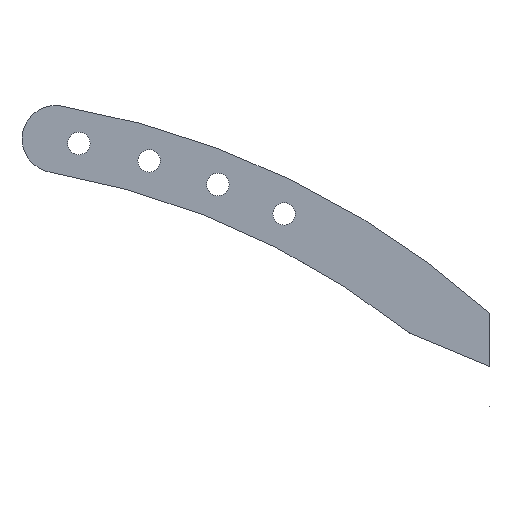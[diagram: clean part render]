
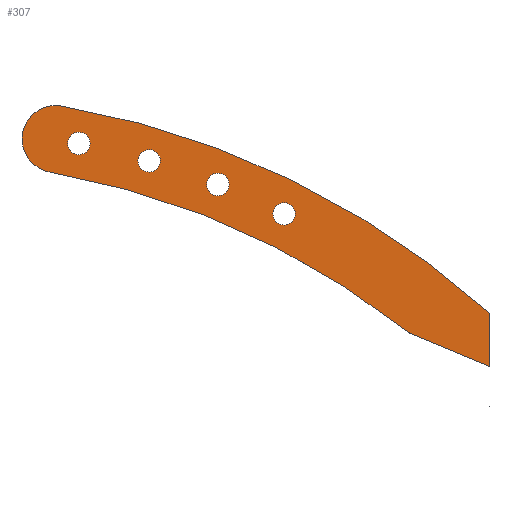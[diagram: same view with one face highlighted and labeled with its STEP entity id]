
A CAD part, top view. The second image highlights one B-rep face of the part: STEP entity #307.
In plain terms, the highlighted planar face has unit normal (0, 0, 1).
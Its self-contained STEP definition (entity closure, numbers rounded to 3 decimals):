
#26=FACE_BOUND('',#53,.T.);
#27=FACE_BOUND('',#54,.T.);
#28=FACE_BOUND('',#55,.T.);
#29=FACE_BOUND('',#56,.T.);
#34=FACE_OUTER_BOUND('',#52,.T.);
#52=EDGE_LOOP('',(#214,#215,#216,#217,#218,#219,#220));
#53=EDGE_LOOP('',(#221));
#54=EDGE_LOOP('',(#222));
#55=EDGE_LOOP('',(#223));
#56=EDGE_LOOP('',(#224));
#78=CIRCLE('',#341,635.029);
#79=CIRCLE('',#342,25.);
#80=CIRCLE('',#343,25.);
#81=CIRCLE('',#344,585.742);
#82=CIRCLE('',#345,8.255);
#83=CIRCLE('',#346,8.255);
#84=CIRCLE('',#347,8.255);
#85=CIRCLE('',#348,8.255);
#96=LINE('',#478,#120);
#97=LINE('',#480,#121);
#98=LINE('',#489,#122);
#120=VECTOR('',#380,10.);
#121=VECTOR('',#381,10.);
#122=VECTOR('',#390,10.);
#144=VERTEX_POINT('',#476);
#145=VERTEX_POINT('',#477);
#146=VERTEX_POINT('',#479);
#147=VERTEX_POINT('',#481);
#148=VERTEX_POINT('',#483);
#149=VERTEX_POINT('',#485);
#150=VERTEX_POINT('',#487);
#151=VERTEX_POINT('',#490);
#152=VERTEX_POINT('',#492);
#153=VERTEX_POINT('',#494);
#154=VERTEX_POINT('',#496);
#172=EDGE_CURVE('',#144,#145,#96,.T.);
#173=EDGE_CURVE('',#145,#146,#97,.T.);
#174=EDGE_CURVE('',#146,#147,#78,.T.);
#175=EDGE_CURVE('',#147,#148,#79,.T.);
#176=EDGE_CURVE('',#148,#149,#80,.T.);
#177=EDGE_CURVE('',#149,#150,#81,.T.);
#178=EDGE_CURVE('',#150,#144,#98,.T.);
#179=EDGE_CURVE('',#151,#151,#82,.T.);
#180=EDGE_CURVE('',#152,#152,#83,.T.);
#181=EDGE_CURVE('',#153,#153,#84,.T.);
#182=EDGE_CURVE('',#154,#154,#85,.T.);
#214=ORIENTED_EDGE('',*,*,#172,.T.);
#215=ORIENTED_EDGE('',*,*,#173,.T.);
#216=ORIENTED_EDGE('',*,*,#174,.T.);
#217=ORIENTED_EDGE('',*,*,#175,.T.);
#218=ORIENTED_EDGE('',*,*,#176,.T.);
#219=ORIENTED_EDGE('',*,*,#177,.T.);
#220=ORIENTED_EDGE('',*,*,#178,.T.);
#221=ORIENTED_EDGE('',*,*,#179,.T.);
#222=ORIENTED_EDGE('',*,*,#180,.T.);
#223=ORIENTED_EDGE('',*,*,#181,.T.);
#224=ORIENTED_EDGE('',*,*,#182,.T.);
#298=PLANE('',#340);
#307=ADVANCED_FACE('',(#34,#26,#27,#28,#29),#298,.T.);
#340=AXIS2_PLACEMENT_3D('',#475,#378,#379);
#341=AXIS2_PLACEMENT_3D('',#482,#382,#383);
#342=AXIS2_PLACEMENT_3D('',#484,#384,#385);
#343=AXIS2_PLACEMENT_3D('',#486,#386,#387);
#344=AXIS2_PLACEMENT_3D('',#488,#388,#389);
#345=AXIS2_PLACEMENT_3D('',#491,#391,#392);
#346=AXIS2_PLACEMENT_3D('',#493,#393,#394);
#347=AXIS2_PLACEMENT_3D('',#495,#395,#396);
#348=AXIS2_PLACEMENT_3D('',#497,#397,#398);
#378=DIRECTION('center_axis',(0.,0.,1.));
#379=DIRECTION('ref_axis',(1.,0.,0.));
#380=DIRECTION('',(0.924,-0.383,0.));
#381=DIRECTION('',(0.,1.,0.));
#382=DIRECTION('center_axis',(0.,0.,1.));
#383=DIRECTION('ref_axis',(0.666,0.746,0.));
#384=DIRECTION('center_axis',(0.,0.,1.));
#385=DIRECTION('ref_axis',(0.171,0.985,0.));
#386=DIRECTION('center_axis',(0.,0.,1.));
#387=DIRECTION('ref_axis',(-0.991,0.131,0.));
#388=DIRECTION('center_axis',(0.,0.,-1.));
#389=DIRECTION('ref_axis',(0.722,0.692,0.));
#390=DIRECTION('',(-0.739,0.673,0.));
#391=DIRECTION('center_axis',(0.,0.,-1.));
#392=DIRECTION('ref_axis',(0.985,-0.174,0.));
#393=DIRECTION('center_axis',(0.,0.,
-1.));
#394=DIRECTION('ref_axis',(1.,0.,0.));
#395=DIRECTION('center_axis',(0.,0.,-1.));
#396=DIRECTION('ref_axis',(1.,0.,0.));
#397=DIRECTION('center_axis',(0.,0.,
-1.));
#398=DIRECTION('ref_axis',(1.,0.,0.));
#475=CARTESIAN_POINT('Origin',(11.061,104.191,4.));
#476=CARTESIAN_POINT('',(123.634,47.671,4.));
#477=CARTESIAN_POINT('',(182.847,23.09,4.));
#478=CARTESIAN_POINT('',(65.614,71.756,4.));
#479=CARTESIAN_POINT('',(182.847,62.222,4.));
#480=CARTESIAN_POINT('',(182.847,62.222,4.));
#481=CARTESIAN_POINT('',(-131.543,214.256,4.));
#482=CARTESIAN_POINT('Origin',(-240.153,-411.416,4.));
#483=CARTESIAN_POINT('',(-160.556,193.241,4.));
#484=CARTESIAN_POINT('Origin',(-135.819,189.624,4.));
#485=CARTESIAN_POINT('',(-140.,165.701,4.));
#486=CARTESIAN_POINT('Origin',(-135.726,190.332,4.));
#487=CARTESIAN_POINT('',(123.703,47.608,4.));
#488=CARTESIAN_POINT('Origin',(-240.153,-411.416,4.));
#489=CARTESIAN_POINT('',(108.398,61.543,4.));
#490=CARTESIAN_POINT('',(23.595,136.509,4.));
#491=CARTESIAN_POINT('Origin',(31.725,135.075,4.));
#492=CARTESIAN_POINT('',(-127.237,186.821,4.));
#493=CARTESIAN_POINT('Origin',(-118.982,186.821,4.));
#494=CARTESIAN_POINT('',(-75.558,173.984,4.));
#495=CARTESIAN_POINT('Origin',(-67.303,173.984,4.));
#496=CARTESIAN_POINT('',(-25.195,156.692,4.));
#497=CARTESIAN_POINT('Origin',(-16.94,156.692,4.));
